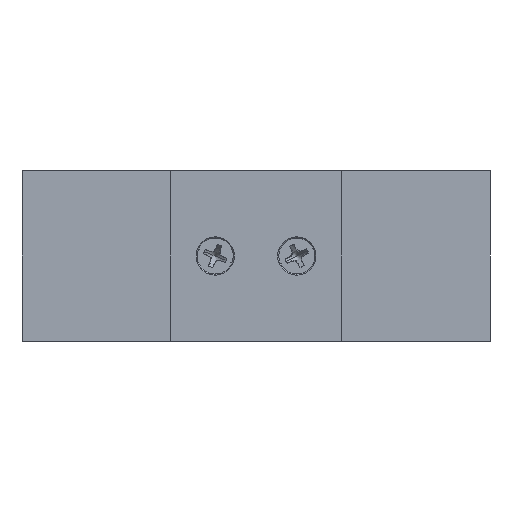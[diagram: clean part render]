
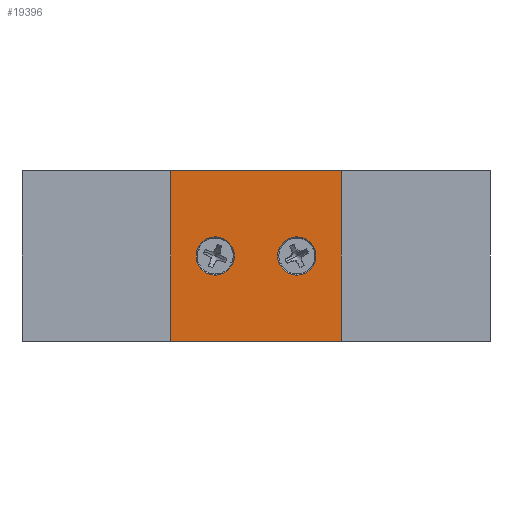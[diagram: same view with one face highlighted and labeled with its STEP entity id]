
A CAD part, front view. The second image highlights one B-rep face of the part: STEP entity #19396.
In plain terms, the highlighted planar face has unit normal (0, -1, 0).
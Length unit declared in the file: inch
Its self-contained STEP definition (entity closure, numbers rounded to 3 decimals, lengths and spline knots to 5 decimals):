
#457 = ORIENTED_EDGE ( 'NONE', *, *, #8982, .F. ) ;
#685 = DIRECTION ( 'NONE',  ( 0., 0., -1. ) ) ;
#787 = ORIENTED_EDGE ( 'NONE', *, *, #4458, .F. ) ;
#1227 = EDGE_CURVE ( 'NONE', #28997, #32489, #10366, .T. ) ;
#1273 = CARTESIAN_POINT ( 'NONE',  ( -0.5, -0.55, -0.5 ) ) ;
#1723 = CARTESIAN_POINT ( 'NONE',  ( -0.5, -0.55, -0.5 ) ) ;
#2186 = FACE_BOUND ( 'NONE', #19216, .T. ) ;
#2239 = CARTESIAN_POINT ( 'NONE',  ( -0.5, -0.55, 0.5 ) ) ;
#3129 = EDGE_LOOP ( 'NONE', ( #3917, #10777, #15219, #12199 ) ) ;
#3486 = CARTESIAN_POINT ( 'NONE',  ( 0.5, -0.55, 0.5 ) ) ;
#3554 = ORIENTED_EDGE ( 'NONE', *, *, #32260, .F. ) ;
#3720 = DIRECTION ( 'NONE',  ( 0., 0., -1. ) ) ;
#3917 = ORIENTED_EDGE ( 'NONE', *, *, #27423, .T. ) ;
#4458 = EDGE_CURVE ( 'NONE', #31403, #11937, #6245, .T. ) ;
#4569 = AXIS2_PLACEMENT_3D ( 'NONE', #13711, #18750, #3720 ) ;
#4685 = CARTESIAN_POINT ( 'NONE',  ( -0.5, -0.55, 0.5 ) ) ;
#4948 = FACE_OUTER_BOUND ( 'NONE', #3129, .T. ) ;
#6245 = CIRCLE ( 'NONE', #17371, 0.1125 ) ;
#6442 = VECTOR ( 'NONE', #12941, 39.37008 ) ;
#6729 = DIRECTION ( 'NONE',  ( 0., -1., 0. ) ) ;
#6912 = FACE_BOUND ( 'NONE', #32113, .T. ) ;
#7060 = CARTESIAN_POINT ( 'NONE',  ( -0.24, -0.55, 0. ) ) ;
#7446 = EDGE_CURVE ( 'NONE', #22913, #28997, #28599, .T. ) ;
#8100 = CARTESIAN_POINT ( 'NONE',  ( 0.5, -0.55, 0.5 ) ) ;
#8346 = VECTOR ( 'NONE', #11269, 39.37008 ) ;
#8634 = VERTEX_POINT ( 'NONE', #26366 ) ;
#8982 = EDGE_CURVE ( 'NONE', #8634, #18317, #16815, .T. ) ;
#10034 = DIRECTION ( 'NONE',  ( 0., -1., 0. ) ) ;
#10040 = DIRECTION ( 'NONE',  ( 0., 0., 1. ) ) ;
#10366 = LINE ( 'NONE', #8100, #6442 ) ;
#10468 = AXIS2_PLACEMENT_3D ( 'NONE', #7060, #6729, #24439 ) ;
#10612 = EDGE_CURVE ( 'NONE', #11937, #31403, #12426, .T. ) ;
#10777 = ORIENTED_EDGE ( 'NONE', *, *, #1227, .F. ) ;
#11269 = DIRECTION ( 'NONE',  ( 1., 0., 0. ) ) ;
#11325 = ORIENTED_EDGE ( 'NONE', *, *, #10612, .F. ) ;
#11937 = VERTEX_POINT ( 'NONE', #21979 ) ;
#12199 = ORIENTED_EDGE ( 'NONE', *, *, #27661, .T. ) ;
#12388 = CARTESIAN_POINT ( 'NONE',  ( 0.5, -0.55, -0.5 ) ) ;
#12426 = CIRCLE ( 'NONE', #10468, 0.1125 ) ;
#12941 = DIRECTION ( 'NONE',  ( 0., 0., -1. ) ) ;
#13197 = DIRECTION ( 'NONE',  ( 0., -1., 0. ) ) ;
#13711 = CARTESIAN_POINT ( 'NONE',  ( 0.24, -0.55, 0. ) ) ;
#15036 = CARTESIAN_POINT ( 'NONE',  ( -0.5, -0.55, 0.5 ) ) ;
#15101 = CARTESIAN_POINT ( 'NONE',  ( -0.24, -0.55, 0.1125 ) ) ;
#15219 = ORIENTED_EDGE ( 'NONE', *, *, #7446, .F. ) ;
#15304 = CARTESIAN_POINT ( 'NONE',  ( 0.24, -0.55, 0. ) ) ;
#15430 = LINE ( 'NONE', #1273, #8346 ) ;
#16815 = CIRCLE ( 'NONE', #28412, 0.1125 ) ;
#17371 = AXIS2_PLACEMENT_3D ( 'NONE', #28161, #13197, #685 ) ;
#17549 = CARTESIAN_POINT ( 'NONE',  ( 0.24, -0.55, 0.1125 ) ) ;
#18317 = VERTEX_POINT ( 'NONE', #17549 ) ;
#18750 = DIRECTION ( 'NONE',  ( 0., -1., 0. ) ) ;
#19216 = EDGE_LOOP ( 'NONE', ( #457, #3554 ) ) ;
#19396 = ADVANCED_FACE ( 'NONE', ( #6912, #2186, #4948 ), #22539, .F. ) ;
#19776 = AXIS2_PLACEMENT_3D ( 'NONE', #4685, #25017, #10040 ) ;
#20023 = DIRECTION ( 'NONE',  ( 0., 0., -1. ) ) ;
#21979 = CARTESIAN_POINT ( 'NONE',  ( -0.24, -0.55, -0.1125 ) ) ;
#22222 = CIRCLE ( 'NONE', #4569, 0.1125 ) ;
#22539 = PLANE ( 'NONE',  #19776 ) ;
#22913 = VERTEX_POINT ( 'NONE', #15036 ) ;
#23119 = VECTOR ( 'NONE', #24539, 39.37008 ) ;
#24256 = DIRECTION ( 'NONE',  ( 0., 0., -1. ) ) ;
#24330 = CARTESIAN_POINT ( 'NONE',  ( -0.5, -0.55, 0.5 ) ) ;
#24439 = DIRECTION ( 'NONE',  ( 0., 0., -1. ) ) ;
#24539 = DIRECTION ( 'NONE',  ( 1., 0., 0. ) ) ;
#24761 = VERTEX_POINT ( 'NONE', #1723 ) ;
#25017 = DIRECTION ( 'NONE',  ( 0., 1., 0. ) ) ;
#26366 = CARTESIAN_POINT ( 'NONE',  ( 0.24, -0.55, -0.1125 ) ) ;
#26371 = LINE ( 'NONE', #2239, #31849 ) ;
#27423 = EDGE_CURVE ( 'NONE', #24761, #32489, #15430, .T. ) ;
#27661 = EDGE_CURVE ( 'NONE', #22913, #24761, #26371, .T. ) ;
#28161 = CARTESIAN_POINT ( 'NONE',  ( -0.24, -0.55, 0. ) ) ;
#28412 = AXIS2_PLACEMENT_3D ( 'NONE', #15304, #10034, #20023 ) ;
#28599 = LINE ( 'NONE', #24330, #23119 ) ;
#28997 = VERTEX_POINT ( 'NONE', #3486 ) ;
#31403 = VERTEX_POINT ( 'NONE', #15101 ) ;
#31849 = VECTOR ( 'NONE', #24256, 39.37008 ) ;
#32113 = EDGE_LOOP ( 'NONE', ( #11325, #787 ) ) ;
#32260 = EDGE_CURVE ( 'NONE', #18317, #8634, #22222, .T. ) ;
#32489 = VERTEX_POINT ( 'NONE', #12388 ) ;
